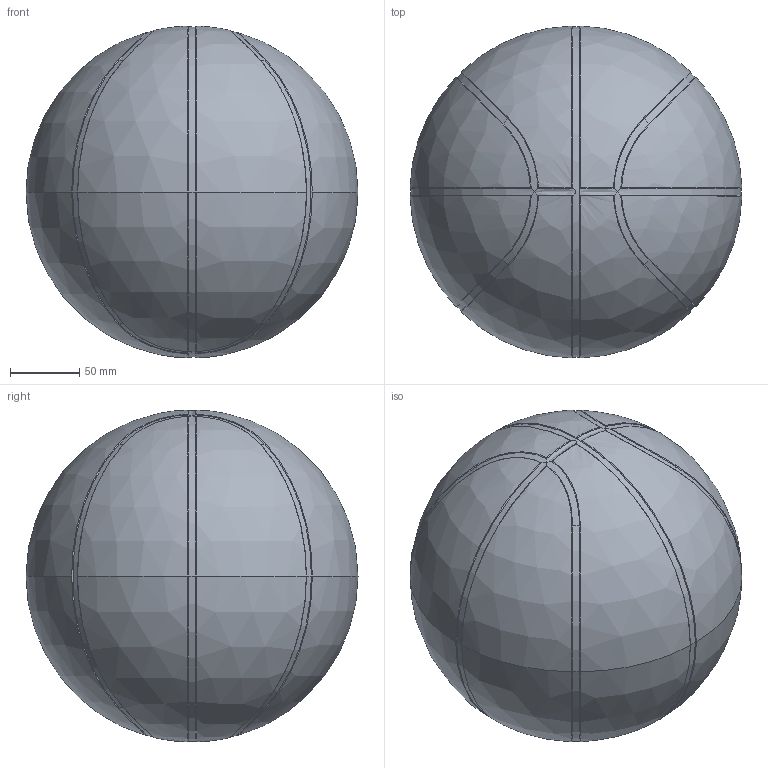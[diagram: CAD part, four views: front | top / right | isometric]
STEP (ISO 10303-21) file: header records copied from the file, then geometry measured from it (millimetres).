
FILE_DESCRIPTION (( 'STEP AP214' ), '1' );
FILE_NAME ('Part54.STEP', '2025-03-03T13:01:55', ( '' ), ( '' ), 'SwSTEP 2.0', 'SolidWorks 2024', '' );
FILE_SCHEMA (( 'AUTOMOTIVE_DESIGN' ));
Length unit declared in the file: millimetre
Products named in the file (1): Part54
Bounding box: 239.93 x 239.93 x 239.85 mm (x, y, z)
Volume: 439135.1 mm3; surface area: 359422.4 mm2
Topology: 1 solids, 2 shells, 92 faces, 240 edges, 148 vertices
Faces by surface type: torus 35, bspline 24, sphere 18, cylinder 13, cone 2
Entity records: 5466 total; most frequent: CARTESIAN_POINT 3403, ORIENTED_EDGE 470, DIRECTION 393, EDGE_CURVE 235, AXIS2_PLACEMENT_3D 189, VERTEX_POINT 145, CIRCLE 120, B_SPLINE_CURVE_WITH_KNOTS 100
